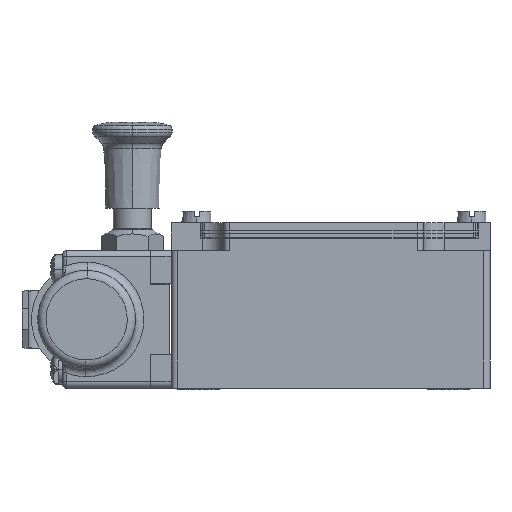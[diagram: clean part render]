
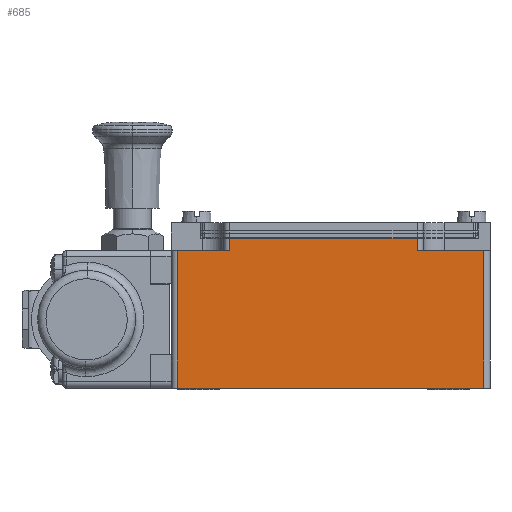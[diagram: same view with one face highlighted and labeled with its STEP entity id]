
A CAD part, left-side view. The second image highlights one B-rep face of the part: STEP entity #685.
In plain terms, the highlighted planar face has unit normal (-1, 0, 0).
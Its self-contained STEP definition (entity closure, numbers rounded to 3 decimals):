
#685=ADVANCED_FACE('',(#1960),#1961,.T.);
#1960=FACE_OUTER_BOUND('',#5834,.T.);
#1961=PLANE('',#5835);
#5834=EDGE_LOOP('',(#9950,#9951,#9952,#9953,#9954,#9955,#9956,#9957,#9958,#9959));
#5835=AXIS2_PLACEMENT_3D('',#9960,#9961,#9962);
#9950=ORIENTED_EDGE('',*,*,#13670,.T.);
#9951=ORIENTED_EDGE('',*,*,#13671,.T.);
#9952=ORIENTED_EDGE('',*,*,#13672,.T.);
#9953=ORIENTED_EDGE('',*,*,#13673,.T.);
#9954=ORIENTED_EDGE('',*,*,#13637,.T.);
#9955=ORIENTED_EDGE('',*,*,#13635,.T.);
#9956=ORIENTED_EDGE('',*,*,#13633,.T.);
#9957=ORIENTED_EDGE('',*,*,#13669,.F.);
#9958=ORIENTED_EDGE('',*,*,#13674,.T.);
#9959=ORIENTED_EDGE('',*,*,#13675,.T.);
#9960=CARTESIAN_POINT('',(-20.0,-5.0,0.4));
#9961=DIRECTION('',(-1.0,0.0,0.0));
#9962=DIRECTION('',(0.0,0.0,1.0));
#13633=EDGE_CURVE('',#16194,#16262,#16264,.T.);
#13635=EDGE_CURVE('',#16210,#16194,#16266,.T.);
#13637=EDGE_CURVE('',#16268,#16210,#16269,.T.);
#13669=EDGE_CURVE('',#16323,#16262,#16325,.T.);
#13670=EDGE_CURVE('',#16326,#16327,#16328,.T.);
#13671=EDGE_CURVE('',#16327,#16329,#16330,.T.);
#13672=EDGE_CURVE('',#16329,#16331,#16332,.T.);
#13673=EDGE_CURVE('',#16331,#16268,#16333,.T.);
#13674=EDGE_CURVE('',#16323,#16334,#16335,.T.);
#13675=EDGE_CURVE('',#16334,#16326,#16336,.T.);
#16194=VERTEX_POINT('',#20940);
#16210=VERTEX_POINT('',#20960);
#16262=VERTEX_POINT('',#21135);
#16264=LINE('',#21137,#21138);
#16266=LINE('',#21140,#21141);
#16268=VERTEX_POINT('',#21143);
#16269=LINE('',#21144,#21145);
#16323=VERTEX_POINT('',#21223);
#16325=LINE('',#21225,#21226);
#16326=VERTEX_POINT('',#21227);
#16327=VERTEX_POINT('',#21228);
#16328=LINE('',#21229,#21230);
#16329=VERTEX_POINT('',#21231);
#16330=LINE('',#21232,#21233);
#16331=VERTEX_POINT('',#21234);
#16332=LINE('',#21235,#21236);
#16333=LINE('',#21237,#21238);
#16334=VERTEX_POINT('',#21239);
#16335=LINE('',#21240,#21241);
#16336=LINE('',#21242,#21243);
#20940=CARTESIAN_POINT('',(-20.0,-71.5,0.4));
#20960=CARTESIAN_POINT('',(-20.0,-11.5,0.4));
#21135=CARTESIAN_POINT('',(-20.0,-80.0,0.4));
#21137=CARTESIAN_POINT('',(-20.0,-71.5,0.4));
#21138=VECTOR('',#25452,8.5);
#21140=CARTESIAN_POINT('',(-20.0,-11.5,0.4));
#21141=VECTOR('',#25456,60.0);
#21143=CARTESIAN_POINT('',(-20.0,-6.5,0.4));
#21144=CARTESIAN_POINT('',(-20.0,-6.5,0.4));
#21145=VECTOR('',#25460,5.0);
#21223=CARTESIAN_POINT('',(-20.0,-80.0,33.4));
#21225=CARTESIAN_POINT('',(-20.0,-80.0,33.4));
#21226=VECTOR('',#25506,33.0);
#21227=CARTESIAN_POINT('',(-20.0,-64.0,36.3));
#21228=CARTESIAN_POINT('',(-20.0,-19.0,36.3));
#21229=CARTESIAN_POINT('',(-20.0,-64.0,36.3));
#21230=VECTOR('',#25507,45.0);
#21231=CARTESIAN_POINT('',(-20.0,-19.0,33.4));
#21232=CARTESIAN_POINT('',(-20.0,-19.0,36.3));
#21233=VECTOR('',#25508,2.9);
#21234=CARTESIAN_POINT('',(-20.0,-6.5,33.4));
#21235=CARTESIAN_POINT('',(-20.0,-19.0,33.4));
#21236=VECTOR('',#25509,12.5);
#21237=CARTESIAN_POINT('',(-20.0,-6.5,33.4));
#21238=VECTOR('',#25510,33.0);
#21239=CARTESIAN_POINT('',(-20.0,-64.0,33.4));
#21240=CARTESIAN_POINT('',(-20.0,-80.0,33.4));
#21241=VECTOR('',#25511,16.0);
#21242=CARTESIAN_POINT('',(-20.0,-64.0,33.4));
#21243=VECTOR('',#25512,2.9);
#25452=DIRECTION('',(0.0,-1.0,0.0));
#25456=DIRECTION('',(0.0,-1.0,0.0));
#25460=DIRECTION('',(0.0,-1.0,0.0));
#25506=DIRECTION('',(0.0,0.0,-1.0));
#25507=DIRECTION('',(0.0,1.0,0.0));
#25508=DIRECTION('',(0.0,0.0,-1.0));
#25509=DIRECTION('',(0.0,1.0,0.0));
#25510=DIRECTION('',(0.0,0.0,-1.0));
#25511=DIRECTION('',(0.0,1.0,0.0));
#25512=DIRECTION('',(0.0,0.0,1.0));
